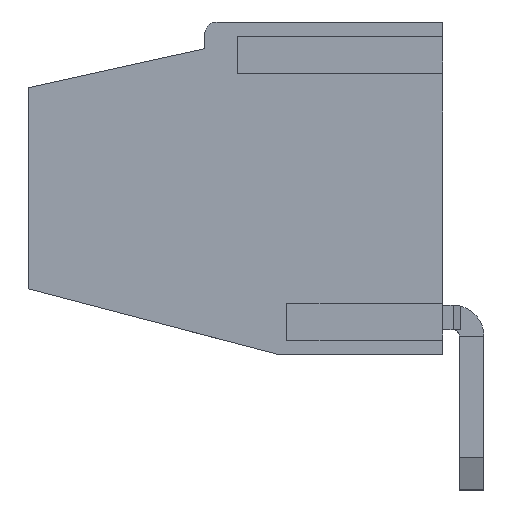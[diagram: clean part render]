
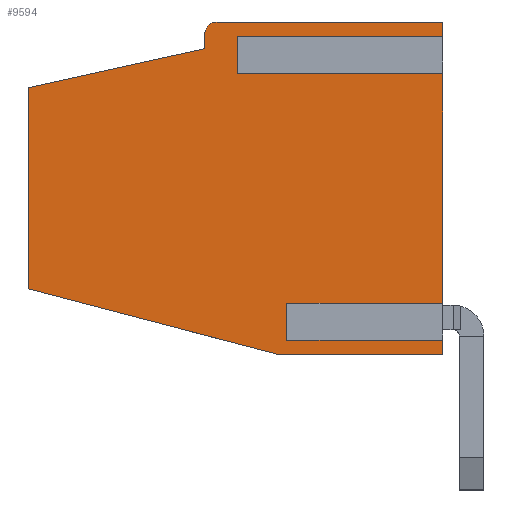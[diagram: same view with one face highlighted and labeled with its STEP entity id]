
A CAD part, left-side view. The second image highlights one B-rep face of the part: STEP entity #9594.
In plain terms, the highlighted face is planar.
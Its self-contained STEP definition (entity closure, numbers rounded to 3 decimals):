
#580 = DIRECTION ( 'NONE',  ( 0., 0.216, -0.976 ) ) ;
#732 = CARTESIAN_POINT ( 'NONE',  ( 2.54, 1.068, 4.5 ) ) ;
#908 = AXIS2_PLACEMENT_3D ( 'NONE', #4338, #12332, #22825 ) ;
#915 = CARTESIAN_POINT ( 'NONE',  ( 2.54, 7.032, 5.7 ) ) ;
#1124 = ORIENTED_EDGE ( 'NONE', *, *, #21912, .T. ) ;
#1192 = EDGE_CURVE ( 'NONE', #7647, #20043, #14255, .T. ) ;
#1225 = VERTEX_POINT ( 'NONE', #915 ) ;
#1379 = DIRECTION ( 'NONE',  ( 0., 0., -1. ) ) ;
#1839 = LINE ( 'NONE', #4092, #5098 ) ;
#1933 = CARTESIAN_POINT ( 'NONE',  ( 2.54, 0.532, 4.5 ) ) ;
#1965 = LINE ( 'NONE', #14225, #13085 ) ;
#2023 = VECTOR ( 'NONE', #20318, 1000. ) ;
#2102 = DIRECTION ( 'NONE',  ( 0., 1., 0. ) ) ;
#2235 = DIRECTION ( 'NONE',  ( 0., -1., 0. ) ) ;
#2580 = LINE ( 'NONE', #18837, #12604 ) ;
#2754 = DIRECTION ( 'NONE',  ( 0., 0., -1. ) ) ;
#2761 = DIRECTION ( 'NONE',  ( 0., 0., -1. ) ) ;
#2856 = DIRECTION ( 'NONE',  ( 0., 0., -1. ) ) ;
#3216 = ORIENTED_EDGE ( 'NONE', *, *, #6988, .F. ) ;
#3471 = EDGE_CURVE ( 'NONE', #19651, #9774, #11494, .T. ) ;
#3514 = VERTEX_POINT ( 'NONE', #5905 ) ;
#3554 = CARTESIAN_POINT ( 'NONE',  ( 2.54, 7.45, 6.5 ) ) ;
#3988 = DIRECTION ( 'NONE',  ( 0., 0., -1. ) ) ;
#4092 = CARTESIAN_POINT ( 'NONE',  ( 2.54, 7.45, 6.5 ) ) ;
#4338 = CARTESIAN_POINT ( 'NONE',  ( 2.54, 8.1, 10.8 ) ) ;
#4615 = LINE ( 'NONE', #8200, #10927 ) ;
#4632 = EDGE_LOOP ( 'NONE', ( #16451, #23342, #11604, #24552, #11164, #6693, #13131, #9421, #3216, #21231, #20096, #14335, #9983, #6993, #16151, #1124 ) ) ;
#4838 = CARTESIAN_POINT ( 'NONE',  ( 2.54, 0., 0.7 ) ) ;
#5098 = VECTOR ( 'NONE', #16379, 1000. ) ;
#5369 = EDGE_CURVE ( 'NONE', #23204, #3514, #25228, .T. ) ;
#5886 = CARTESIAN_POINT ( 'NONE',  ( 2.54, 7.8, 6.2 ) ) ;
#5905 = CARTESIAN_POINT ( 'NONE',  ( 2.54, 8.1, 0.7 ) ) ;
#5907 = CARTESIAN_POINT ( 'NONE',  ( 2.54, 6.5, 10.8 ) ) ;
#6493 = VERTEX_POINT ( 'NONE', #8010 ) ;
#6550 = CARTESIAN_POINT ( 'NONE',  ( 2.54, 8.1, 0.7 ) ) ;
#6693 = ORIENTED_EDGE ( 'NONE', *, *, #6862, .F. ) ;
#6862 = EDGE_CURVE ( 'NONE', #13562, #19651, #1965, .T. ) ;
#6988 = EDGE_CURVE ( 'NONE', #12184, #6493, #4615, .T. ) ;
#6993 = ORIENTED_EDGE ( 'NONE', *, *, #14096, .F. ) ;
#7647 = VERTEX_POINT ( 'NONE', #21011 ) ;
#8010 = CARTESIAN_POINT ( 'NONE',  ( 2.54, 0.532, 0.7 ) ) ;
#8093 = EDGE_CURVE ( 'NONE', #1225, #10684, #11486, .T. ) ;
#8139 = DIRECTION ( 'NONE',  ( 0., 1., 0. ) ) ;
#8200 = CARTESIAN_POINT ( 'NONE',  ( 2.54, 0.532, 4.5 ) ) ;
#8271 = DIRECTION ( 'NONE',  ( 0., 1., 0. ) ) ;
#8303 = CARTESIAN_POINT ( 'NONE',  ( 2.54, 1.068, 4.5 ) ) ;
#8512 = LINE ( 'NONE', #18397, #10224 ) ;
#8902 = CARTESIAN_POINT ( 'NONE',  ( 2.54, 0., 4.7 ) ) ;
#9364 = CARTESIAN_POINT ( 'NONE',  ( 2.54, 8.1, 10.8 ) ) ;
#9421 = ORIENTED_EDGE ( 'NONE', *, *, #25847, .T. ) ;
#9594 = ADVANCED_FACE ( 'NONE', ( #10181 ), #22575, .F. ) ;
#9774 = VERTEX_POINT ( 'NONE', #5907 ) ;
#9871 = DIRECTION ( 'NONE',  ( 1., 0., 0. ) ) ;
#9983 = ORIENTED_EDGE ( 'NONE', *, *, #8093, .F. ) ;
#10181 = FACE_OUTER_BOUND ( 'NONE', #4632, .T. ) ;
#10224 = VECTOR ( 'NONE', #12114, 1000. ) ;
#10328 = LINE ( 'NONE', #24715, #18904 ) ;
#10684 = VERTEX_POINT ( 'NONE', #21165 ) ;
#10921 = VECTOR ( 'NONE', #2856, 1000. ) ;
#10927 = VECTOR ( 'NONE', #2761, 1000. ) ;
#11164 = ORIENTED_EDGE ( 'NONE', *, *, #3471, .F. ) ;
#11283 = EDGE_CURVE ( 'NONE', #25113, #10684, #16568, .T. ) ;
#11486 = LINE ( 'NONE', #19620, #14919 ) ;
#11494 = LINE ( 'NONE', #9364, #19355 ) ;
#11604 = ORIENTED_EDGE ( 'NONE', *, *, #22091, .F. ) ;
#12014 = DIRECTION ( 'NONE',  ( 0., -1., 0. ) ) ;
#12114 = DIRECTION ( 'NONE',  ( 0., 1., 0. ) ) ;
#12184 = VERTEX_POINT ( 'NONE', #1933 ) ;
#12209 = DIRECTION ( 'NONE',  ( 0., 0.254, 0.967 ) ) ;
#12332 = DIRECTION ( 'NONE',  ( -1., 0., 0. ) ) ;
#12338 = VERTEX_POINT ( 'NONE', #4838 ) ;
#12488 = CARTESIAN_POINT ( 'NONE',  ( 2.54, 7.568, 5.7 ) ) ;
#12604 = VECTOR ( 'NONE', #580, 1000. ) ;
#12686 = CARTESIAN_POINT ( 'NONE',  ( 2.54, 8.1, 0.7 ) ) ;
#13085 = VECTOR ( 'NONE', #12209, 1000. ) ;
#13126 = LINE ( 'NONE', #732, #10921 ) ;
#13131 = ORIENTED_EDGE ( 'NONE', *, *, #17818, .T. ) ;
#13149 = AXIS2_PLACEMENT_3D ( 'NONE', #5886, #9871, #12014 ) ;
#13562 = VERTEX_POINT ( 'NONE', #8902 ) ;
#13733 = CARTESIAN_POINT ( 'NONE',  ( 2.54, 8.1, 6.2 ) ) ;
#14086 = CARTESIAN_POINT ( 'NONE',  ( 2.54, 1.6, 10.8 ) ) ;
#14087 = LINE ( 'NONE', #12488, #19338 ) ;
#14096 = EDGE_CURVE ( 'NONE', #7647, #1225, #14087, .T. ) ;
#14225 = CARTESIAN_POINT ( 'NONE',  ( 2.54, 1.6, 10.8 ) ) ;
#14255 = LINE ( 'NONE', #22228, #25328 ) ;
#14335 = ORIENTED_EDGE ( 'NONE', *, *, #11283, .T. ) ;
#14919 = VECTOR ( 'NONE', #1379, 1000. ) ;
#15362 = VECTOR ( 'NONE', #8271, 1000. ) ;
#15397 = EDGE_CURVE ( 'NONE', #9774, #17715, #2580, .T. ) ;
#16099 = CARTESIAN_POINT ( 'NONE',  ( 2.54, 0., 10.8 ) ) ;
#16151 = ORIENTED_EDGE ( 'NONE', *, *, #1192, .T. ) ;
#16379 = DIRECTION ( 'NONE',  ( 0., 1., 0. ) ) ;
#16451 = ORIENTED_EDGE ( 'NONE', *, *, #5369, .F. ) ;
#16457 = EDGE_CURVE ( 'NONE', #22400, #25113, #13126, .T. ) ;
#16568 = LINE ( 'NONE', #12686, #24316 ) ;
#17543 = CARTESIAN_POINT ( 'NONE',  ( 2.54, 8.1, 10.8 ) ) ;
#17715 = VERTEX_POINT ( 'NONE', #3554 ) ;
#17775 = VECTOR ( 'NONE', #2754, 1000. ) ;
#17818 = EDGE_CURVE ( 'NONE', #13562, #12338, #24173, .T. ) ;
#17837 = CIRCLE ( 'NONE', #13149, 0.3 ) ;
#17913 = CARTESIAN_POINT ( 'NONE',  ( 2.54, 7.8, 6.5 ) ) ;
#18397 = CARTESIAN_POINT ( 'NONE',  ( 2.54, 0.532, 4.5 ) ) ;
#18426 = LINE ( 'NONE', #6550, #15362 ) ;
#18837 = CARTESIAN_POINT ( 'NONE',  ( 2.54, 6.5, 10.8 ) ) ;
#18904 = VECTOR ( 'NONE', #2102, 1000. ) ;
#19338 = VECTOR ( 'NONE', #2235, 1000. ) ;
#19355 = VECTOR ( 'NONE', #20019, 1000. ) ;
#19361 = EDGE_CURVE ( 'NONE', #23204, #21716, #17837, .T. ) ;
#19451 = CARTESIAN_POINT ( 'NONE',  ( 2.54, 1.068, 0.7 ) ) ;
#19620 = CARTESIAN_POINT ( 'NONE',  ( 2.54, 7.032, 5.7 ) ) ;
#19651 = VERTEX_POINT ( 'NONE', #14086 ) ;
#20019 = DIRECTION ( 'NONE',  ( 0., 1., 0. ) ) ;
#20043 = VERTEX_POINT ( 'NONE', #24514 ) ;
#20096 = ORIENTED_EDGE ( 'NONE', *, *, #16457, .T. ) ;
#20318 = DIRECTION ( 'NONE',  ( 0., 0., -1. ) ) ;
#21011 = CARTESIAN_POINT ( 'NONE',  ( 2.54, 7.568, 5.7 ) ) ;
#21165 = CARTESIAN_POINT ( 'NONE',  ( 2.54, 7.032, 0.7 ) ) ;
#21231 = ORIENTED_EDGE ( 'NONE', *, *, #22771, .T. ) ;
#21716 = VERTEX_POINT ( 'NONE', #17913 ) ;
#21912 = EDGE_CURVE ( 'NONE', #20043, #3514, #18426, .T. ) ;
#22091 = EDGE_CURVE ( 'NONE', #17715, #21716, #1839, .T. ) ;
#22228 = CARTESIAN_POINT ( 'NONE',  ( 2.54, 7.568, 5.7 ) ) ;
#22400 = VERTEX_POINT ( 'NONE', #8303 ) ;
#22575 = PLANE ( 'NONE',  #908 ) ;
#22771 = EDGE_CURVE ( 'NONE', #12184, #22400, #8512, .T. ) ;
#22825 = DIRECTION ( 'NONE',  ( 0., -1., 0. ) ) ;
#23204 = VERTEX_POINT ( 'NONE', #13733 ) ;
#23342 = ORIENTED_EDGE ( 'NONE', *, *, #19361, .T. ) ;
#24173 = LINE ( 'NONE', #16099, #2023 ) ;
#24316 = VECTOR ( 'NONE', #8139, 1000. ) ;
#24514 = CARTESIAN_POINT ( 'NONE',  ( 2.54, 7.568, 0.7 ) ) ;
#24552 = ORIENTED_EDGE ( 'NONE', *, *, #15397, .F. ) ;
#24715 = CARTESIAN_POINT ( 'NONE',  ( 2.54, 8.1, 0.7 ) ) ;
#25113 = VERTEX_POINT ( 'NONE', #19451 ) ;
#25228 = LINE ( 'NONE', #17543, #17775 ) ;
#25328 = VECTOR ( 'NONE', #3988, 1000. ) ;
#25847 = EDGE_CURVE ( 'NONE', #12338, #6493, #10328, .T. ) ;
